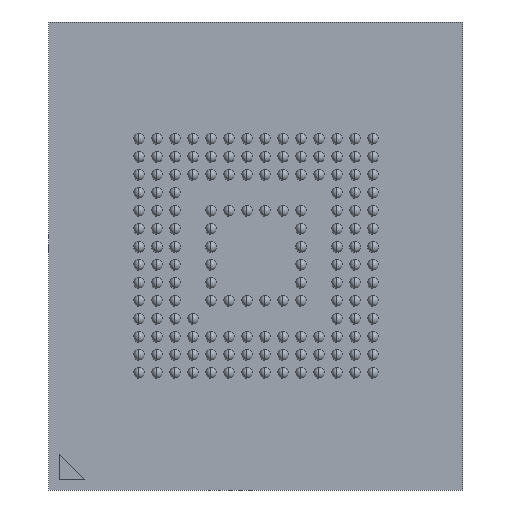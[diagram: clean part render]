
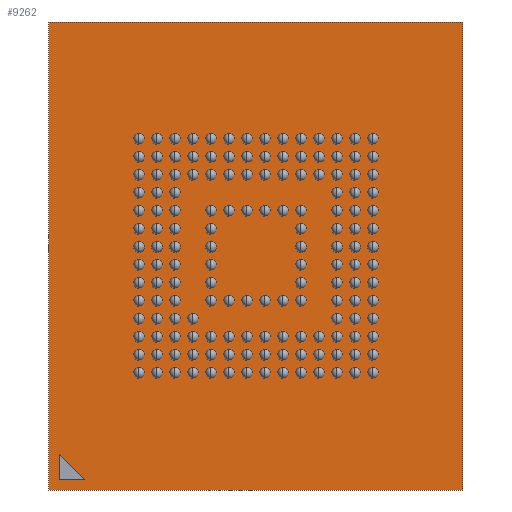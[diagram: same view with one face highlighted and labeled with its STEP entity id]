
A CAD part, front view. The second image highlights one B-rep face of the part: STEP entity #9262.
In plain terms, the highlighted planar face has unit normal (0, -1, 0).
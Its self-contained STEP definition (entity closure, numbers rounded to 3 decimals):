
#45 = DIRECTION ( 'NONE',  ( 0., 1., 0. ) ) ;
#174 = ORIENTED_EDGE ( 'NONE', *, *, #4375, .F. ) ;
#349 = VERTEX_POINT ( 'NONE', #5520 ) ;
#517 = DIRECTION ( 'NONE',  ( 1., 0., 0. ) ) ;
#712 = EDGE_CURVE ( 'NONE', #5593, #5303, #4548, .T. ) ;
#752 = CARTESIAN_POINT ( 'NONE',  ( -5.45, 0.23, -5.5 ) ) ;
#842 = EDGE_CURVE ( 'NONE', #1115, #5593, #8568, .T. ) ;
#888 = FACE_OUTER_BOUND ( 'NONE', #7903, .T. ) ;
#1047 = CARTESIAN_POINT ( 'NONE',  ( -5.75, 0.23, 6.5 ) ) ;
#1074 = VECTOR ( 'NONE', #517, 1000. ) ;
#1115 = VERTEX_POINT ( 'NONE', #1047 ) ;
#1399 = VERTEX_POINT ( 'NONE', #5991 ) ;
#1588 = CARTESIAN_POINT ( 'NONE',  ( 5.75, 0.23, -6.5 ) ) ;
#1628 = DIRECTION ( 'NONE',  ( 0., 0., -1. ) ) ;
#1859 = LINE ( 'NONE', #752, #4194 ) ;
#2001 = CARTESIAN_POINT ( 'NONE',  ( 0., 0.23, 0. ) ) ;
#2176 = VECTOR ( 'NONE', #3093, 1000. ) ;
#2301 = CARTESIAN_POINT ( 'NONE',  ( -4.75, 0.23, -6.2 ) ) ;
#2919 = EDGE_CURVE ( 'NONE', #5303, #1399, #10065, .T. ) ;
#3078 = CARTESIAN_POINT ( 'NONE',  ( -5.75, 0.23, -6.5 ) ) ;
#3093 = DIRECTION ( 'NONE',  ( 0., 0., 1. ) ) ;
#3437 = CARTESIAN_POINT ( 'NONE',  ( -4.75, 0.23, -6.2 ) ) ;
#3955 = LINE ( 'NONE', #9343, #9260 ) ;
#4012 = PLANE ( 'NONE',  #11999 ) ;
#4019 = VERTEX_POINT ( 'NONE', #6676 ) ;
#4194 = VECTOR ( 'NONE', #11706, 1000. ) ;
#4375 = EDGE_CURVE ( 'NONE', #4019, #349, #11814, .T. ) ;
#4548 = LINE ( 'NONE', #12248, #1074 ) ;
#5103 = ORIENTED_EDGE ( 'NONE', *, *, #7408, .F. ) ;
#5303 = VERTEX_POINT ( 'NONE', #1588 ) ;
#5464 = DIRECTION ( 'NONE',  ( -1., 0., 0. ) ) ;
#5520 = CARTESIAN_POINT ( 'NONE',  ( -5.45, 0.23, -6.2 ) ) ;
#5593 = VERTEX_POINT ( 'NONE', #3078 ) ;
#5761 = ORIENTED_EDGE ( 'NONE', *, *, #12475, .F. ) ;
#5991 = CARTESIAN_POINT ( 'NONE',  ( 5.75, 0.23, 6.5 ) ) ;
#6113 = ORIENTED_EDGE ( 'NONE', *, *, #712, .T. ) ;
#6441 = VECTOR ( 'NONE', #9788, 1000. ) ;
#6676 = CARTESIAN_POINT ( 'NONE',  ( -5.45, 0.23, -5.5 ) ) ;
#6944 = ORIENTED_EDGE ( 'NONE', *, *, #7275, .T. ) ;
#7275 = EDGE_CURVE ( 'NONE', #1399, #1115, #3955, .T. ) ;
#7408 = EDGE_CURVE ( 'NONE', #349, #10479, #11625, .T. ) ;
#7903 = EDGE_LOOP ( 'NONE', ( #8753, #6944, #11880, #6113 ) ) ;
#8568 = LINE ( 'NONE', #12743, #9686 ) ;
#8753 = ORIENTED_EDGE ( 'NONE', *, *, #2919, .T. ) ;
#8791 = FACE_BOUND ( 'NONE', #12797, .T. ) ;
#8871 = VECTOR ( 'NONE', #9089, 1000. ) ;
#9089 = DIRECTION ( 'NONE',  ( 1., 0., 0. ) ) ;
#9260 = VECTOR ( 'NONE', #5464, 1000. ) ;
#9262 = ADVANCED_FACE ( 'NONE', ( #8791, #888 ), #4012, .F. ) ;
#9343 = CARTESIAN_POINT ( 'NONE',  ( -5.75, 0.23, 6.5 ) ) ;
#9686 = VECTOR ( 'NONE', #1628, 1000. ) ;
#9788 = DIRECTION ( 'NONE',  ( 0., 0., -1. ) ) ;
#10065 = LINE ( 'NONE', #12136, #2176 ) ;
#10479 = VERTEX_POINT ( 'NONE', #3437 ) ;
#11625 = LINE ( 'NONE', #2301, #8871 ) ;
#11706 = DIRECTION ( 'NONE',  ( -0.707, 0., 0.707 ) ) ;
#11814 = LINE ( 'NONE', #12550, #6441 ) ;
#11880 = ORIENTED_EDGE ( 'NONE', *, *, #842, .T. ) ;
#11999 = AXIS2_PLACEMENT_3D ( 'NONE', #2001, #45, #12715 ) ;
#12136 = CARTESIAN_POINT ( 'NONE',  ( 5.75, 0.23, 6.5 ) ) ;
#12248 = CARTESIAN_POINT ( 'NONE',  ( -5.75, 0.23, -6.5 ) ) ;
#12475 = EDGE_CURVE ( 'NONE', #10479, #4019, #1859, .T. ) ;
#12550 = CARTESIAN_POINT ( 'NONE',  ( -5.45, 0.23, -6.2 ) ) ;
#12715 = DIRECTION ( 'NONE',  ( 0., 0., 1. ) ) ;
#12743 = CARTESIAN_POINT ( 'NONE',  ( -5.75, 0.23, 6.5 ) ) ;
#12797 = EDGE_LOOP ( 'NONE', ( #174, #5761, #5103 ) ) ;
